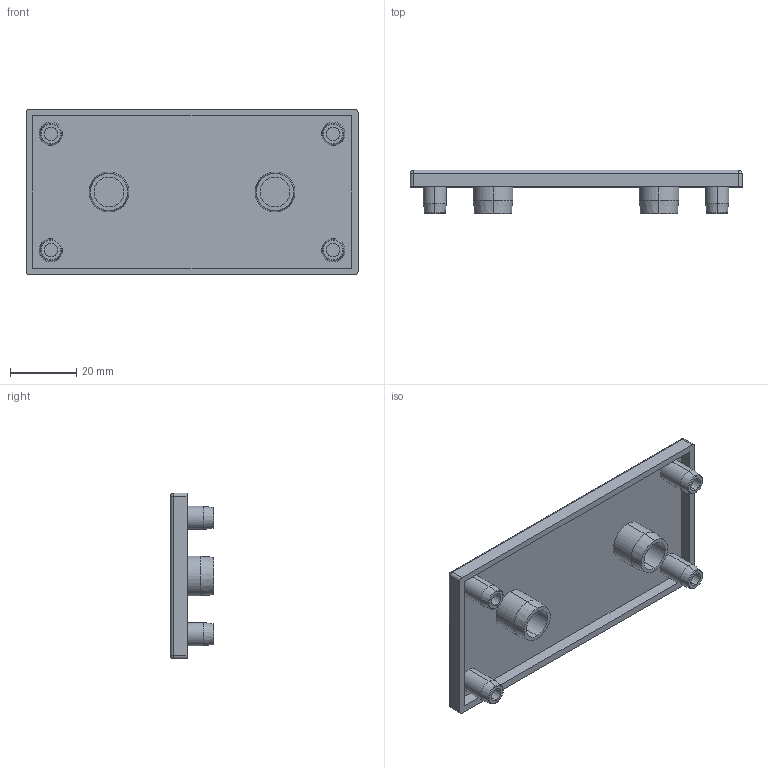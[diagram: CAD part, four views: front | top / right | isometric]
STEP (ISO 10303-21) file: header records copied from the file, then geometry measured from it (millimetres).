
FILE_DESCRIPTION (( 'STEP AP214' ), '1' );
FILE_NAME ('SNSD.30.52.89. Çàãëóøêà òîðöåâàÿ 50õ100(M61).STEP', '2015-07-28T10:13:20', ( 'user' ), ( '' ), 'SwSTEP 2.0', 'SolidWorks 2014', '' );
FILE_SCHEMA (( 'AUTOMOTIVE_DESIGN' ));
Length unit declared in the file: millimetre
Products named in the file (2): SNSD.30.52.89. Çàãëóøêà òîðöåâàÿ 50õ100(M61)
Bounding box: 100 x 13 x 50 mm (x, y, z)
Volume: 11795.3 mm3; surface area: 15370.7 mm2
Topology: 1 solids, 1 shells, 79 faces, 164 edges, 96 vertices
Faces by surface type: cylinder 32, plane 23, cone 12, torus 8, sphere 4
Entity records: 2119 total; most frequent: DIRECTION 414, CARTESIAN_POINT 337, ORIENTED_EDGE 320, AXIS2_PLACEMENT_3D 173, EDGE_CURVE 160, VERTEX_POINT 96, EDGE_LOOP 92, CIRCLE 92
